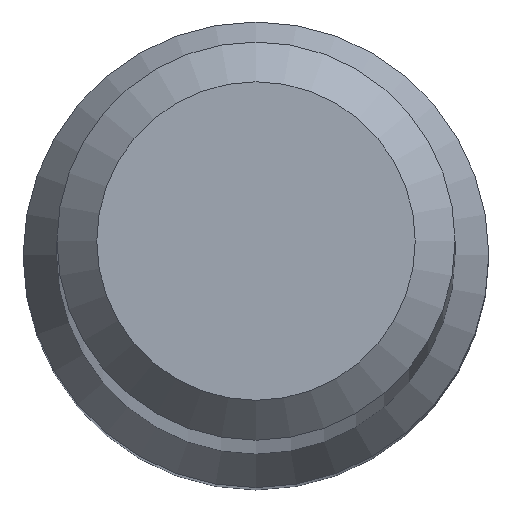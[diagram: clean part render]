
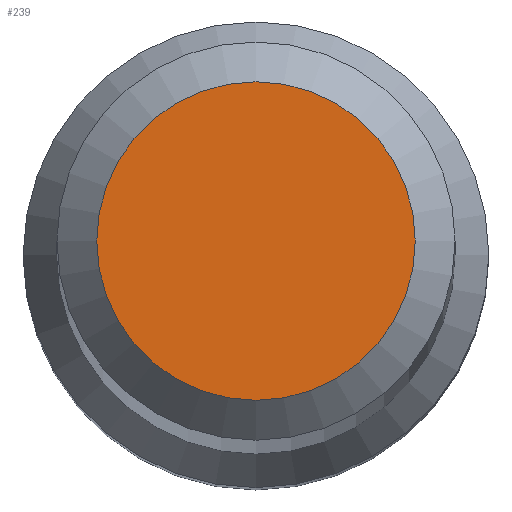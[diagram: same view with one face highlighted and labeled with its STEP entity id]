
A CAD part, top view. The second image highlights one B-rep face of the part: STEP entity #239.
In plain terms, the highlighted planar face has unit normal (0, 0, 1).
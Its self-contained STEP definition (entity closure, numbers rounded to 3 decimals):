
#1 = DIRECTION ( 'NONE',  ( 0., 0., -1. ) ) ;
#64 = CARTESIAN_POINT ( 'NONE',  ( 0., 0., 70. ) ) ;
#70 = CARTESIAN_POINT ( 'NONE',  ( 0., 1.2, 70. ) ) ;
#80 = DIRECTION ( 'NONE',  ( 0., 1., 0. ) ) ;
#107 = AXIS2_PLACEMENT_3D ( 'NONE', #64, #1, #80 ) ;
#139 = FACE_OUTER_BOUND ( 'NONE', #236, .T. ) ;
#157 = PLANE ( 'NONE',  #241 ) ;
#187 = ORIENTED_EDGE ( 'NONE', *, *, #228, .F. ) ;
#199 = CIRCLE ( 'NONE', #107, 1.2 ) ;
#203 = CARTESIAN_POINT ( 'NONE',  ( 0., 0., 70. ) ) ;
#205 = VERTEX_POINT ( 'NONE', #70 ) ;
#226 = DIRECTION ( 'NONE',  ( 0., 0., 1. ) ) ;
#228 = EDGE_CURVE ( 'NONE', #205, #205, #199, .T. ) ;
#236 = EDGE_LOOP ( 'NONE', ( #187 ) ) ;
#239 = ADVANCED_FACE ( 'NONE', ( #139 ), #157, .T. ) ;
#241 = AXIS2_PLACEMENT_3D ( 'NONE', #203, #226, #242 ) ;
#242 = DIRECTION ( 'NONE',  ( 0., -1., 0. ) ) ;
